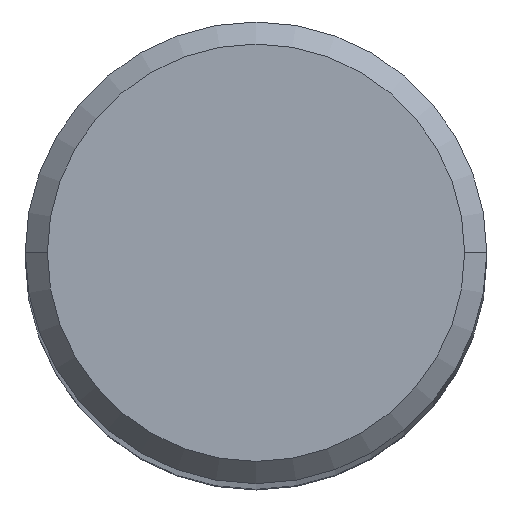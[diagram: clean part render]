
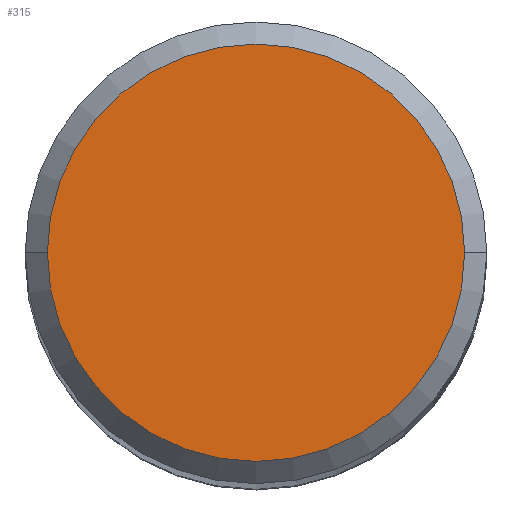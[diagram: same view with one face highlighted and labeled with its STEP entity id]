
A CAD part, top view. The second image highlights one B-rep face of the part: STEP entity #315.
In plain terms, the highlighted planar face has unit normal (0, 0, 1).
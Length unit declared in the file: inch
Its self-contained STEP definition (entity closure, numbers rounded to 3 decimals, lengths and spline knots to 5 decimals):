
#11 = EDGE_CURVE ( 'NONE', #113, #105, #184, .T. ) ;
#25 = DIRECTION ( 'NONE',  ( 0., 0., 1. ) ) ;
#30 = CARTESIAN_POINT ( 'NONE',  ( -0.14125, 0., 2.5 ) ) ;
#40 = DIRECTION ( 'NONE',  ( 0., 0., 1. ) ) ;
#75 = EDGE_LOOP ( 'NONE', ( #167, #359 ) ) ;
#77 = FACE_OUTER_BOUND ( 'NONE', #75, .T. ) ;
#88 = EDGE_CURVE ( 'NONE', #105, #113, #378, .T. ) ;
#89 = CARTESIAN_POINT ( 'NONE',  ( 0.14125, 0., 2.5 ) ) ;
#102 = PLANE ( 'NONE',  #369 ) ;
#105 = VERTEX_POINT ( 'NONE', #30 ) ;
#113 = VERTEX_POINT ( 'NONE', #89 ) ;
#115 = DIRECTION ( 'NONE',  ( 0., 0., 1. ) ) ;
#164 = DIRECTION ( 'NONE',  ( 1., 0., 0. ) ) ;
#167 = ORIENTED_EDGE ( 'NONE', *, *, #88, .T. ) ;
#170 = AXIS2_PLACEMENT_3D ( 'NONE', #310, #25, #374 ) ;
#184 = CIRCLE ( 'NONE', #170, 0.14125 ) ;
#276 = AXIS2_PLACEMENT_3D ( 'NONE', #342, #115, #373 ) ;
#310 = CARTESIAN_POINT ( 'NONE',  ( 0., 0., 2.5 ) ) ;
#315 = ADVANCED_FACE ( 'NONE', ( #77 ), #102, .T. ) ;
#325 = CARTESIAN_POINT ( 'NONE',  ( 0., 0., 2.5 ) ) ;
#342 = CARTESIAN_POINT ( 'NONE',  ( 0., 0., 2.5 ) ) ;
#359 = ORIENTED_EDGE ( 'NONE', *, *, #11, .T. ) ;
#369 = AXIS2_PLACEMENT_3D ( 'NONE', #325, #40, #164 ) ;
#373 = DIRECTION ( 'NONE',  ( 1., 0., 0. ) ) ;
#374 = DIRECTION ( 'NONE',  ( 1., 0., 0. ) ) ;
#378 = CIRCLE ( 'NONE', #276, 0.14125 ) ;
